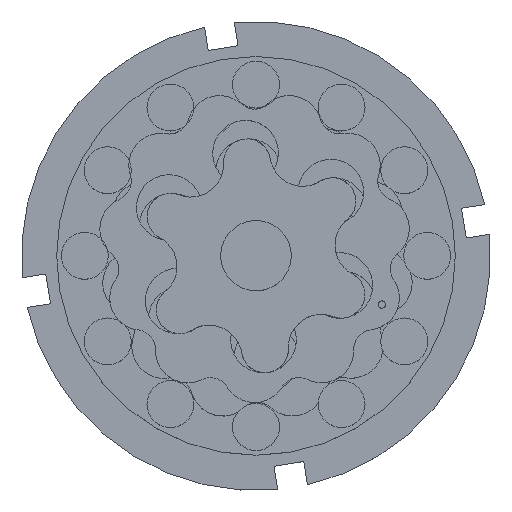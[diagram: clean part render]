
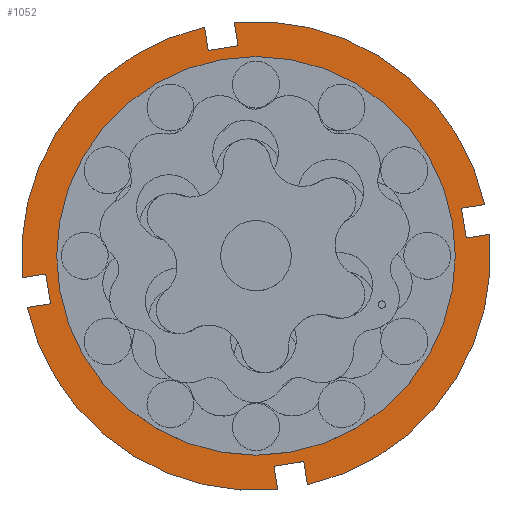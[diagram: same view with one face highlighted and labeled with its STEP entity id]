
A CAD part, top view. The second image highlights one B-rep face of the part: STEP entity #1052.
In plain terms, the highlighted planar face has unit normal (0, 0, 1).
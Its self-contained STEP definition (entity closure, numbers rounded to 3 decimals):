
#6 = CARTESIAN_POINT ( 'NONE',  ( 44.865, 3.205, 0. ) ) ;
#8 = LINE ( 'NONE', #6, #3709 ) ;
#70 = VECTOR ( 'NONE', #771, 1000. ) ;
#114 = CIRCLE ( 'NONE', #141, 50. ) ;
#140 = VECTOR ( 'NONE', #2235, 1000. ) ;
#141 = AXIS2_PLACEMENT_3D ( 'NONE', #2315, #2265, #2133 ) ;
#144 = VECTOR ( 'NONE', #2300, 1000. ) ;
#149 = VECTOR ( 'NONE', #2202, 1000. ) ;
#308 = VERTEX_POINT ( 'NONE', #4331 ) ;
#331 = VERTEX_POINT ( 'NONE', #4851 ) ;
#350 = VERTEX_POINT ( 'NONE', #4726 ) ;
#381 = VERTEX_POINT ( 'NONE', #4798 ) ;
#387 = VERTEX_POINT ( 'NONE', #4980 ) ;
#410 = VERTEX_POINT ( 'NONE', #4812 ) ;
#419 = VERTEX_POINT ( 'NONE', #4786 ) ;
#427 = VERTEX_POINT ( 'NONE', #4770 ) ;
#435 = VERTEX_POINT ( 'NONE', #5001 ) ;
#438 = VERTEX_POINT ( 'NONE', #4762 ) ;
#486 = VERTEX_POINT ( 'NONE', #4922 ) ;
#498 = VERTEX_POINT ( 'NONE', #4962 ) ;
#519 = VERTEX_POINT ( 'NONE', #4924 ) ;
#558 = VERTEX_POINT ( 'NONE', #4815 ) ;
#571 = VERTEX_POINT ( 'NONE', #2590 ) ;
#671 = VERTEX_POINT ( 'NONE', #2729 ) ;
#676 = VERTEX_POINT ( 'NONE', #2734 ) ;
#714 = VERTEX_POINT ( 'NONE', #2748 ) ;
#771 = DIRECTION ( 'NONE',  ( 0., -1., 0. ) ) ;
#780 = EDGE_CURVE ( 'NONE', #427, #308, #1534, .T. ) ;
#782 = LINE ( 'NONE', #786, #70 ) ;
#786 = CARTESIAN_POINT ( 'NONE',  ( 3.205, 49.897, 0. ) ) ;
#845 = EDGE_CURVE ( 'NONE', #571, #519, #5008, .T. ) ;
#846 = EDGE_CURVE ( 'NONE', #419, #498, #8, .T. ) ;
#915 = EDGE_CURVE ( 'NONE', #486, #419, #3574, .T. ) ;
#975 = EDGE_CURVE ( 'NONE', #410, #714, #1422, .T. ) ;
#977 = EDGE_CURVE ( 'NONE', #387, #438, #4068, .T. ) ;
#988 = EDGE_CURVE ( 'NONE', #308, #427, #4042, .T. ) ;
#1018 = EDGE_CURVE ( 'NONE', #519, #410, #3086, .T. ) ;
#1040 = EDGE_CURVE ( 'NONE', #498, #438, #3127, .T. ) ;
#1052 = ADVANCED_FACE ( 'NONE', ( #3117, #2979 ), #3135, .F. ) ;
#1064 = EDGE_CURVE ( 'NONE', #331, #671, #3218, .T. ) ;
#1065 = EDGE_CURVE ( 'NONE', #676, #331, #2991, .T. ) ;
#1097 = EDGE_CURVE ( 'NONE', #558, #671, #3841, .T. ) ;
#1102 = EDGE_CURVE ( 'NONE', #486, #714, #4004, .T. ) ;
#1134 = EDGE_CURVE ( 'NONE', #387, #676, #782, .T. ) ;
#1169 = EDGE_CURVE ( 'NONE', #350, #435, #2163, .T. ) ;
#1171 = EDGE_CURVE ( 'NONE', #558, #350, #2162, .T. ) ;
#1172 = EDGE_CURVE ( 'NONE', #435, #381, #2268, .T. ) ;
#1175 = EDGE_CURVE ( 'NONE', #571, #381, #114, .T. ) ;
#1422 = LINE ( 'NONE', #1442, #3694 ) ;
#1442 = CARTESIAN_POINT ( 'NONE',  ( 3.205, -49.897, 0. ) ) ;
#1534 = CIRCLE ( 'NONE', #1575, 7.5 ) ;
#1575 = AXIS2_PLACEMENT_3D ( 'NONE', #5053, #5059, #5065 ) ;
#2125 = CARTESIAN_POINT ( 'NONE',  ( -49.897, -3.205, 0. ) ) ;
#2133 = DIRECTION ( 'NONE',  ( -1., 0., 0. ) ) ;
#2162 = LINE ( 'NONE', #2174, #149 ) ;
#2163 = LINE ( 'NONE', #2267, #140 ) ;
#2174 = CARTESIAN_POINT ( 'NONE',  ( -49.897, 3.205, 0. ) ) ;
#2202 = DIRECTION ( 'NONE',  ( 1., 0., 0. ) ) ;
#2235 = DIRECTION ( 'NONE',  ( 0., -1., 0. ) ) ;
#2265 = DIRECTION ( 'NONE',  ( 0., 0., -1. ) ) ;
#2267 = CARTESIAN_POINT ( 'NONE',  ( -44.865, -3.205, 0. ) ) ;
#2268 = LINE ( 'NONE', #2125, #144 ) ;
#2300 = DIRECTION ( 'NONE',  ( -1., 0., 0. ) ) ;
#2315 = CARTESIAN_POINT ( 'NONE',  ( 0., 0., 0. ) ) ;
#2536 = DIRECTION ( 'NONE',  ( 0., 1., 0. ) ) ;
#2590 = CARTESIAN_POINT ( 'NONE',  ( -3.205, -49.897, 0. ) ) ;
#2695 = DIRECTION ( 'NONE',  ( 0., 1., 0. ) ) ;
#2697 = CARTESIAN_POINT ( 'NONE',  ( -3.205, -49.897, 0. ) ) ;
#2729 = CARTESIAN_POINT ( 'NONE',  ( -3.205, 49.897, 0. ) ) ;
#2734 = CARTESIAN_POINT ( 'NONE',  ( 3.205, 44.865, 0. ) ) ;
#2748 = CARTESIAN_POINT ( 'NONE',  ( 3.205, -49.897, 0. ) ) ;
#2979 = FACE_BOUND ( 'NONE', #4946, .T. ) ;
#2991 = LINE ( 'NONE', #2993, #4047 ) ;
#2993 = CARTESIAN_POINT ( 'NONE',  ( -3.205, 44.865, 0. ) ) ;
#2994 = DIRECTION ( 'NONE',  ( -1., 0., 0. ) ) ;
#3011 = DIRECTION ( 'NONE',  ( -1., 0., 0. ) ) ;
#3073 = DIRECTION ( 'NONE',  ( 0., 0., -1. ) ) ;
#3086 = LINE ( 'NONE', #3095, #3707 ) ;
#3094 = DIRECTION ( 'NONE',  ( 1., 0., 0. ) ) ;
#3095 = CARTESIAN_POINT ( 'NONE',  ( 3.205, -44.865, 0. ) ) ;
#3105 = CARTESIAN_POINT ( 'NONE',  ( 0., 0., 0. ) ) ;
#3106 = DIRECTION ( 'NONE',  ( -1., 0., 0. ) ) ;
#3111 = DIRECTION ( 'NONE',  ( -1., 0., 0. ) ) ;
#3117 = FACE_OUTER_BOUND ( 'NONE', #4947, .T. ) ;
#3127 = LINE ( 'NONE', #3281, #3979 ) ;
#3132 = CARTESIAN_POINT ( 'NONE',  ( 0., 0., 0. ) ) ;
#3135 = PLANE ( 'NONE',  #3792 ) ;
#3194 = CARTESIAN_POINT ( 'NONE',  ( 0., 0., 0. ) ) ;
#3207 = DIRECTION ( 'NONE',  ( 0., 0., -1. ) ) ;
#3214 = CARTESIAN_POINT ( 'NONE',  ( -3.205, 49.897, 0. ) ) ;
#3218 = LINE ( 'NONE', #3214, #3879 ) ;
#3220 = DIRECTION ( 'NONE',  ( 0., 1., 0. ) ) ;
#3271 = DIRECTION ( 'NONE',  ( 1., 0., 0. ) ) ;
#3278 = DIRECTION ( 'NONE',  ( 0., 0., -1. ) ) ;
#3281 = CARTESIAN_POINT ( 'NONE',  ( 49.897, 3.205, 0. ) ) ;
#3309 = DIRECTION ( 'NONE',  ( -1., 0., 0. ) ) ;
#3370 = DIRECTION ( 'NONE',  ( -1., 0., 0. ) ) ;
#3381 = CARTESIAN_POINT ( 'NONE',  ( 0., 0., 0. ) ) ;
#3384 = DIRECTION ( 'NONE',  ( 0., 0., -1. ) ) ;
#3401 = DIRECTION ( 'NONE',  ( 0., 0., -1. ) ) ;
#3403 = DIRECTION ( 'NONE',  ( 0., -1., 0. ) ) ;
#3405 = CARTESIAN_POINT ( 'NONE',  ( 0., 0., 0. ) ) ;
#3556 = DIRECTION ( 'NONE',  ( -1., 0., 0. ) ) ;
#3567 = CARTESIAN_POINT ( 'NONE',  ( 49.897, -3.205, 0. ) ) ;
#3574 = LINE ( 'NONE', #3567, #3684 ) ;
#3647 = AXIS2_PLACEMENT_3D ( 'NONE', #3381, #3384, #3309 ) ;
#3684 = VECTOR ( 'NONE', #3556, 1000. ) ;
#3694 = VECTOR ( 'NONE', #3403, 1000. ) ;
#3707 = VECTOR ( 'NONE', #3094, 1000. ) ;
#3709 = VECTOR ( 'NONE', #2536, 1000. ) ;
#3792 = AXIS2_PLACEMENT_3D ( 'NONE', #3132, #3278, #3111 ) ;
#3825 = AXIS2_PLACEMENT_3D ( 'NONE', #3405, #3401, #3011 ) ;
#3841 = CIRCLE ( 'NONE', #3925, 50. ) ;
#3859 = VECTOR ( 'NONE', #2695, 1000. ) ;
#3879 = VECTOR ( 'NONE', #3220, 1000. ) ;
#3925 = AXIS2_PLACEMENT_3D ( 'NONE', #3105, #3073, #3106 ) ;
#3979 = VECTOR ( 'NONE', #3271, 1000. ) ;
#4004 = CIRCLE ( 'NONE', #3825, 50. ) ;
#4042 = CIRCLE ( 'NONE', #3647, 7.5 ) ;
#4047 = VECTOR ( 'NONE', #2994, 1000. ) ;
#4068 = CIRCLE ( 'NONE', #4072, 50. ) ;
#4072 = AXIS2_PLACEMENT_3D ( 'NONE', #3194, #3207, #3370 ) ;
#4187 = ORIENTED_EDGE ( 'NONE', *, *, #975, .T. ) ;
#4207 = ORIENTED_EDGE ( 'NONE', *, *, #1134, .T. ) ;
#4225 = ORIENTED_EDGE ( 'NONE', *, *, #1018, .T. ) ;
#4226 = ORIENTED_EDGE ( 'NONE', *, *, #846, .T. ) ;
#4234 = ORIENTED_EDGE ( 'NONE', *, *, #1040, .T. ) ;
#4276 = ORIENTED_EDGE ( 'NONE', *, *, #1169, .T. ) ;
#4278 = ORIENTED_EDGE ( 'NONE', *, *, #1171, .T. ) ;
#4292 = ORIENTED_EDGE ( 'NONE', *, *, #1102, .F. ) ;
#4331 = CARTESIAN_POINT ( 'NONE',  ( -7.5, 0., 0. ) ) ;
#4354 = ORIENTED_EDGE ( 'NONE', *, *, #1097, .F. ) ;
#4361 = ORIENTED_EDGE ( 'NONE', *, *, #780, .T. ) ;
#4398 = ORIENTED_EDGE ( 'NONE', *, *, #915, .T. ) ;
#4414 = ORIENTED_EDGE ( 'NONE', *, *, #977, .F. ) ;
#4431 = ORIENTED_EDGE ( 'NONE', *, *, #1065, .T. ) ;
#4452 = ORIENTED_EDGE ( 'NONE', *, *, #988, .T. ) ;
#4458 = ORIENTED_EDGE ( 'NONE', *, *, #1064, .T. ) ;
#4468 = ORIENTED_EDGE ( 'NONE', *, *, #845, .T. ) ;
#4497 = ORIENTED_EDGE ( 'NONE', *, *, #1175, .F. ) ;
#4498 = ORIENTED_EDGE ( 'NONE', *, *, #1172, .T. ) ;
#4726 = CARTESIAN_POINT ( 'NONE',  ( -44.865, 3.205, 0. ) ) ;
#4762 = CARTESIAN_POINT ( 'NONE',  ( 49.897, 3.205, 0. ) ) ;
#4770 = CARTESIAN_POINT ( 'NONE',  ( 7.5, 0., 0. ) ) ;
#4786 = CARTESIAN_POINT ( 'NONE',  ( 44.865, -3.205, 0. ) ) ;
#4798 = CARTESIAN_POINT ( 'NONE',  ( -49.897, -3.205, 0. ) ) ;
#4812 = CARTESIAN_POINT ( 'NONE',  ( 3.205, -44.865, 0. ) ) ;
#4815 = CARTESIAN_POINT ( 'NONE',  ( -49.897, 3.205, 0. ) ) ;
#4851 = CARTESIAN_POINT ( 'NONE',  ( -3.205, 44.865, 0. ) ) ;
#4922 = CARTESIAN_POINT ( 'NONE',  ( 49.897, -3.205, 0. ) ) ;
#4924 = CARTESIAN_POINT ( 'NONE',  ( -3.205, -44.865, 0. ) ) ;
#4946 = EDGE_LOOP ( 'NONE', ( #4452, #4361 ) ) ;
#4947 = EDGE_LOOP ( 'NONE', ( #4354, #4278, #4276, #4498, #4497, #4468, #4225, #4187, #4292, #4398, #4226, #4234, #4414, #4207, #4431, #4458 ) ) ;
#4962 = CARTESIAN_POINT ( 'NONE',  ( 44.865, 3.205, 0. ) ) ;
#4980 = CARTESIAN_POINT ( 'NONE',  ( 3.205, 49.897, 0. ) ) ;
#5001 = CARTESIAN_POINT ( 'NONE',  ( -44.865, -3.205, 0. ) ) ;
#5008 = LINE ( 'NONE', #2697, #3859 ) ;
#5053 = CARTESIAN_POINT ( 'NONE',  ( 0., 0., 0. ) ) ;
#5059 = DIRECTION ( 'NONE',  ( 0., 0., -1. ) ) ;
#5065 = DIRECTION ( 'NONE',  ( -1., 0., 0. ) ) ;
